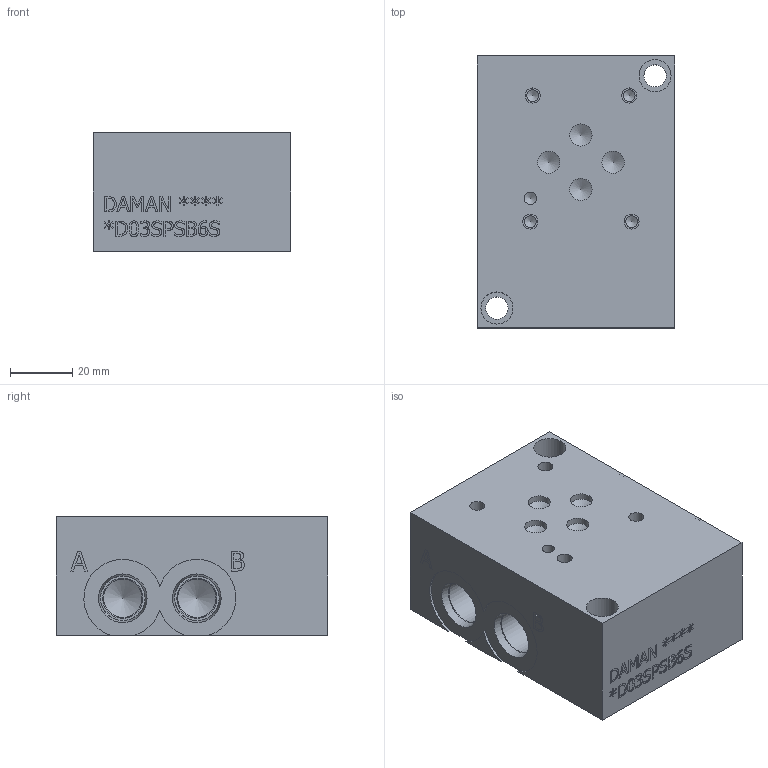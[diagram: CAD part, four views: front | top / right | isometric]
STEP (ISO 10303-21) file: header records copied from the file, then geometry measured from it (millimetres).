
FILE_DESCRIPTION(/* description */ (''),/* implementation_level */ '2;1');
FILE_NAME(/* name */ '_D03SPSB6S.stp',/* time_stamp */ '2021-12-13T08:35:51-05:00',/* author */ ('bobbyh'),/* organization */ (''),/* preprocessor_version */ 'ST-DEVELOPER v18',/* originating_system */ 'Autodesk Inventor 2020',/* authorisation */ '');
FILE_SCHEMA (('AUTOMOTIVE_DESIGN { 1 0 10303 214 3 1 1 }'));
Length unit declared in the file: millimetre
Products named in the file (1): Part__D03SPSB6S_3D
Bounding box: 63.5 x 87.33 x 38.1 mm (x, y, z)
Volume: 183318.8 mm3; surface area: 30913.6 mm2
Topology: 1 solids, 1 shells, 553 faces, 1526 edges, 1027 vertices
Faces by surface type: plane 303, bspline 166, cylinder 49, cone 35
Full cylindrical faces by diameter (mm): 3.785 x4, 3.962 x1, 4.826 x4, 7.137 x6, 10.312 x2, 12.294 x4, 12.9 x1, 12.903 x4, 14.275 x6, 14.529 x6, 25.019 x4
Entity records: 18952 total; most frequent: CARTESIAN_POINT 5370, ORIENTED_EDGE 3024, DIRECTION 2118, EDGE_CURVE 1512, VERTEX_POINT 1027, LINE 982, VECTOR 982, EDGE_LOOP 627
